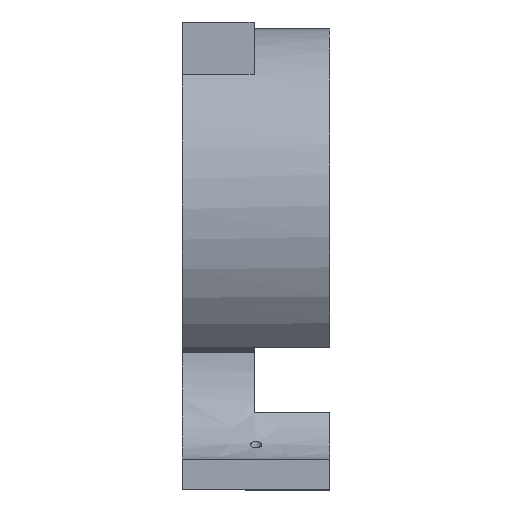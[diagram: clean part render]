
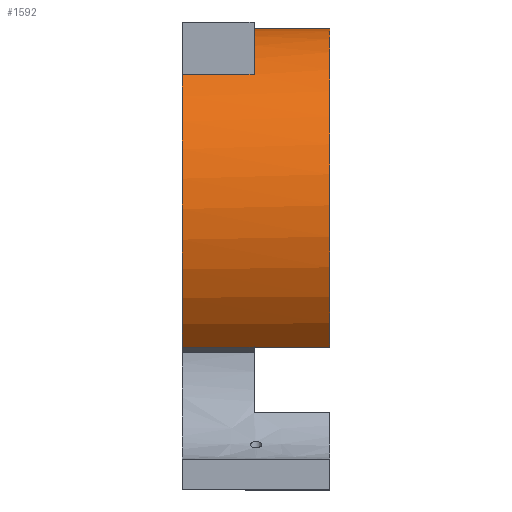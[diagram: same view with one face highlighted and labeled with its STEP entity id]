
A CAD part, front view. The second image highlights one B-rep face of the part: STEP entity #1592.
In plain terms, the highlighted cylindrical face has radius 16.75 mm (diameter 33.5 mm), a partial arc.
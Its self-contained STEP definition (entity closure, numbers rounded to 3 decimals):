
#48 = CARTESIAN_POINT ( 'NONE',  ( -6.5, -5., 0.262 ) ) ;
#81 = VERTEX_POINT ( 'NONE', #214 ) ;
#214 = CARTESIAN_POINT ( 'NONE',  ( 0., -5., 0.262 ) ) ;
#261 = CARTESIAN_POINT ( 'NONE',  ( 6.85, 6., 4.38 ) ) ;
#286 = CIRCLE ( 'NONE', #947, 16.75 ) ;
#319 = CARTESIAN_POINT ( 'NONE',  ( -31.772, -5., 0.262 ) ) ;
#332 = DIRECTION ( 'NONE',  ( -1., 0., 0. ) ) ;
#355 = CARTESIAN_POINT ( 'NONE',  ( 6.85, 6., -12.37 ) ) ;
#367 = VERTEX_POINT ( 'NONE', #1648 ) ;
#387 = ORIENTED_EDGE ( 'NONE', *, *, #506, .F. ) ;
#393 = CARTESIAN_POINT ( 'NONE',  ( 0., 6., -12.37 ) ) ;
#414 = CARTESIAN_POINT ( 'NONE',  ( -6.5, -5.71, -24.347 ) ) ;
#420 = CARTESIAN_POINT ( 'NONE',  ( -31.772, -5.71, -24.347 ) ) ;
#446 = DIRECTION ( 'NONE',  ( -1., 0., 0. ) ) ;
#481 = VECTOR ( 'NONE', #1176, 1000. ) ;
#486 = DIRECTION ( 'NONE',  ( 0., 0., -1. ) ) ;
#502 = ORIENTED_EDGE ( 'NONE', *, *, #867, .T. ) ;
#506 = EDGE_CURVE ( 'NONE', #658, #367, #1106, .T. ) ;
#540 = EDGE_CURVE ( 'NONE', #1438, #81, #286, .T. ) ;
#549 = LINE ( 'NONE', #1595, #481 ) ;
#598 = CARTESIAN_POINT ( 'NONE',  ( -6.5, 6., -12.37 ) ) ;
#605 = DIRECTION ( 'NONE',  ( 0., 0., 1. ) ) ;
#621 = AXIS2_PLACEMENT_3D ( 'NONE', #598, #446, #1123 ) ;
#623 = CARTESIAN_POINT ( 'NONE',  ( -31.772, -5.71, -24.347 ) ) ;
#624 = CARTESIAN_POINT ( 'NONE',  ( 0., -5.71, -24.347 ) ) ;
#658 = VERTEX_POINT ( 'NONE', #261 ) ;
#708 = CIRCLE ( 'NONE', #621, 16.75 ) ;
#747 = DIRECTION ( 'NONE',  ( 1., 0., 0. ) ) ;
#772 = CYLINDRICAL_SURFACE ( 'NONE', #1172, 16.75 ) ;
#782 = VECTOR ( 'NONE', #1152, 1000. ) ;
#785 = EDGE_CURVE ( 'NONE', #1462, #944, #1612, .T. ) ;
#856 = FACE_OUTER_BOUND ( 'NONE', #862, .T. ) ;
#862 = EDGE_LOOP ( 'NONE', ( #387, #1453, #1309, #1107, #1586, #1149, #502 ) ) ;
#867 = EDGE_CURVE ( 'NONE', #944, #367, #1010, .T. ) ;
#927 = CARTESIAN_POINT ( 'NONE',  ( 0., 6., 4.38 ) ) ;
#944 = VERTEX_POINT ( 'NONE', #624 ) ;
#947 = AXIS2_PLACEMENT_3D ( 'NONE', #393, #747, #486 ) ;
#1010 = LINE ( 'NONE', #623, #782 ) ;
#1059 = VECTOR ( 'NONE', #1237, 1000. ) ;
#1106 = CIRCLE ( 'NONE', #1157, 16.75 ) ;
#1107 = ORIENTED_EDGE ( 'NONE', *, *, #1241, .F. ) ;
#1123 = DIRECTION ( 'NONE',  ( 0., 0., -1. ) ) ;
#1149 = ORIENTED_EDGE ( 'NONE', *, *, #785, .T. ) ;
#1152 = DIRECTION ( 'NONE',  ( 1., 0., 0. ) ) ;
#1155 = DIRECTION ( 'NONE',  ( 1., 0., 0. ) ) ;
#1157 = AXIS2_PLACEMENT_3D ( 'NONE', #355, #1155, #1580 ) ;
#1172 = AXIS2_PLACEMENT_3D ( 'NONE', #1689, #332, #605 ) ;
#1176 = DIRECTION ( 'NONE',  ( -1., 0., 0. ) ) ;
#1237 = DIRECTION ( 'NONE',  ( 1., 0., 0. ) ) ;
#1241 = EDGE_CURVE ( 'NONE', #1324, #81, #1492, .T. ) ;
#1309 = ORIENTED_EDGE ( 'NONE', *, *, #540, .T. ) ;
#1316 = EDGE_CURVE ( 'NONE', #1462, #1324, #708, .T. ) ;
#1324 = VERTEX_POINT ( 'NONE', #48 ) ;
#1438 = VERTEX_POINT ( 'NONE', #927 ) ;
#1453 = ORIENTED_EDGE ( 'NONE', *, *, #1703, .T. ) ;
#1462 = VERTEX_POINT ( 'NONE', #414 ) ;
#1471 = DIRECTION ( 'NONE',  ( 1., 0., 0. ) ) ;
#1492 = LINE ( 'NONE', #319, #1059 ) ;
#1580 = DIRECTION ( 'NONE',  ( 0., 0., -1. ) ) ;
#1586 = ORIENTED_EDGE ( 'NONE', *, *, #1316, .F. ) ;
#1592 = ADVANCED_FACE ( 'NONE', ( #856 ), #772, .T. ) ;
#1595 = CARTESIAN_POINT ( 'NONE',  ( 6.85, 6., 4.38 ) ) ;
#1612 = LINE ( 'NONE', #420, #1621 ) ;
#1621 = VECTOR ( 'NONE', #1471, 1000. ) ;
#1648 = CARTESIAN_POINT ( 'NONE',  ( 6.85, -5.71, -24.347 ) ) ;
#1689 = CARTESIAN_POINT ( 'NONE',  ( 6.85, 6., -12.37 ) ) ;
#1703 = EDGE_CURVE ( 'NONE', #658, #1438, #549, .T. ) ;
